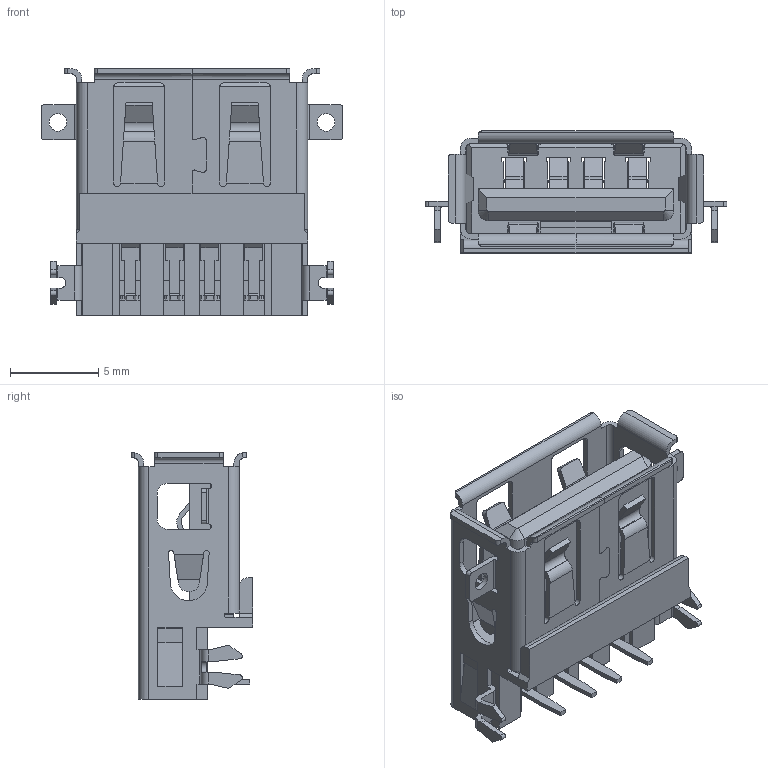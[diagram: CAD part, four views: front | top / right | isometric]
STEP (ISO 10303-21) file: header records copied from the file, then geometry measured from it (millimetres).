
FILE_DESCRIPTION((''),'2;1');
FILE_NAME('482580001','2014-05-06T',('me'),(''),'PRO/ENGINEER BY PARAMETRIC TECHNOLOGY CORPORATION, 2011490','PRO/ENGINEER BY PARAMETRIC TECHNOLOGY CORPORATION, 2011490','');
FILE_SCHEMA(('CONFIG_CONTROL_DESIGN'));
Length unit declared in the file: millimetre
Products named in the file (1): 482580001
Bounding box: 17.1 x 6.9 x 14 mm (x, y, z)
Volume: 443.1 mm3; surface area: 1616 mm2
Topology: 1 solids, 1 shells, 572 faces, 1772 edges, 1174 vertices
Faces by surface type: plane 419, cylinder 151, cone 2
Entity records: 19732 total; most frequent: CARTESIAN_POINT 3706, ORIENTED_EDGE 3492, DIRECTION 3126, EDGE_CURVE 1746, VECTOR 1440, LINE 1440, VERTEX_POINT 1146, AXIS2_PLACEMENT_3D 843
